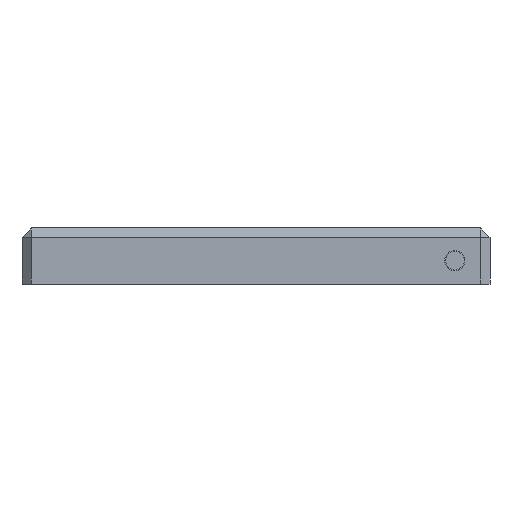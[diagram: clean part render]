
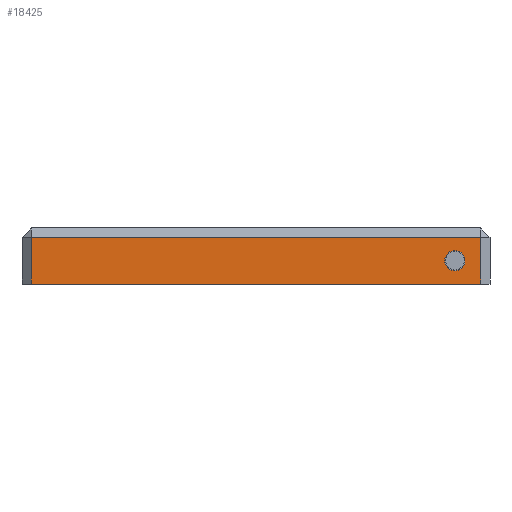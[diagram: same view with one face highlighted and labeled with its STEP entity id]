
A CAD part, left-side view. The second image highlights one B-rep face of the part: STEP entity #18425.
In plain terms, the highlighted planar face has unit normal (-1, 0, 0).
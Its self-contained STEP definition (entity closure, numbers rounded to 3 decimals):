
#125 = LINE ( 'NONE', #809, #18972 ) ;
#537 = AXIS2_PLACEMENT_3D ( 'NONE', #1484, #15491, #18719 ) ;
#809 = CARTESIAN_POINT ( 'NONE',  ( -32.5, 50., -6. ) ) ;
#985 = CIRCLE ( 'NONE', #5856, 2.15 ) ;
#1105 = CARTESIAN_POINT ( 'NONE',  ( -32.5, 48., 6. ) ) ;
#1484 = CARTESIAN_POINT ( 'NONE',  ( -32.5, -42.5, -1. ) ) ;
#1534 = FACE_OUTER_BOUND ( 'NONE', #19436, .T. ) ;
#1561 = CARTESIAN_POINT ( 'NONE',  ( -32.5, -42.5, -1. ) ) ;
#2051 = EDGE_CURVE ( 'NONE', #17529, #2857, #10577, .T. ) ;
#2337 = CARTESIAN_POINT ( 'NONE',  ( -32.5, 48., 4. ) ) ;
#2857 = VERTEX_POINT ( 'NONE', #2337 ) ;
#3403 = EDGE_CURVE ( 'NONE', #9954, #6619, #985, .T. ) ;
#4292 = ORIENTED_EDGE ( 'NONE', *, *, #19968, .F. ) ;
#4507 = CARTESIAN_POINT ( 'NONE',  ( -32.5, 50., 6. ) ) ;
#5263 = CARTESIAN_POINT ( 'NONE',  ( -32.5, -44.65, -1. ) ) ;
#5384 = DIRECTION ( 'NONE',  ( 0., -1., 0. ) ) ;
#5856 = AXIS2_PLACEMENT_3D ( 'NONE', #1561, #15707, #7972 ) ;
#5870 = ORIENTED_EDGE ( 'NONE', *, *, #20265, .T. ) ;
#5934 = DIRECTION ( 'NONE',  ( 0., 1., 0. ) ) ;
#6409 = FACE_BOUND ( 'NONE', #7947, .T. ) ;
#6521 = ORIENTED_EDGE ( 'NONE', *, *, #19725, .T. ) ;
#6619 = VERTEX_POINT ( 'NONE', #5263 ) ;
#6774 = CARTESIAN_POINT ( 'NONE',  ( -32.5, 48., -6. ) ) ;
#7180 = LINE ( 'NONE', #13403, #15500 ) ;
#7361 = PLANE ( 'NONE',  #9714 ) ;
#7393 = ORIENTED_EDGE ( 'NONE', *, *, #17497, .T. ) ;
#7691 = ORIENTED_EDGE ( 'NONE', *, *, #3403, .F. ) ;
#7947 = EDGE_LOOP ( 'NONE', ( #4292, #7691 ) ) ;
#7972 = DIRECTION ( 'NONE',  ( 0., -1., 0. ) ) ;
#8407 = LINE ( 'NONE', #1105, #12098 ) ;
#8882 = DIRECTION ( 'NONE',  ( 0., 0., 1. ) ) ;
#9714 = AXIS2_PLACEMENT_3D ( 'NONE', #4507, #16814, #5934 ) ;
#9954 = VERTEX_POINT ( 'NONE', #11368 ) ;
#10577 = LINE ( 'NONE', #13470, #14716 ) ;
#11368 = CARTESIAN_POINT ( 'NONE',  ( -32.5, -40.35, -1. ) ) ;
#12098 = VECTOR ( 'NONE', #13678, 1000. ) ;
#12547 = CARTESIAN_POINT ( 'NONE',  ( -32.5, -48., 4. ) ) ;
#13219 = VERTEX_POINT ( 'NONE', #6774 ) ;
#13325 = CIRCLE ( 'NONE', #537, 2.15 ) ;
#13403 = CARTESIAN_POINT ( 'NONE',  ( -32.5, -48., 6. ) ) ;
#13470 = CARTESIAN_POINT ( 'NONE',  ( -32.5, 50., 4. ) ) ;
#13678 = DIRECTION ( 'NONE',  ( 0., 0., -1. ) ) ;
#14716 = VECTOR ( 'NONE', #15108, 1000. ) ;
#15108 = DIRECTION ( 'NONE',  ( 0., 1., 0. ) ) ;
#15491 = DIRECTION ( 'NONE',  ( -1., 0., 0. ) ) ;
#15500 = VECTOR ( 'NONE', #8882, 1000. ) ;
#15707 = DIRECTION ( 'NONE',  ( -1., 0., 0. ) ) ;
#16268 = ORIENTED_EDGE ( 'NONE', *, *, #2051, .T. ) ;
#16814 = DIRECTION ( 'NONE',  ( 1., 0., 0. ) ) ;
#17497 = EDGE_CURVE ( 'NONE', #18981, #17529, #7180, .T. ) ;
#17529 = VERTEX_POINT ( 'NONE', #12547 ) ;
#18425 = ADVANCED_FACE ( 'NONE', ( #6409, #1534 ), #7361, .F. ) ;
#18719 = DIRECTION ( 'NONE',  ( 0., -1., 0. ) ) ;
#18894 = CARTESIAN_POINT ( 'NONE',  ( -32.5, -48., -6. ) ) ;
#18972 = VECTOR ( 'NONE', #5384, 1000. ) ;
#18981 = VERTEX_POINT ( 'NONE', #18894 ) ;
#19436 = EDGE_LOOP ( 'NONE', ( #6521, #7393, #16268, #5870 ) ) ;
#19725 = EDGE_CURVE ( 'NONE', #13219, #18981, #125, .T. ) ;
#19968 = EDGE_CURVE ( 'NONE', #6619, #9954, #13325, .T. ) ;
#20265 = EDGE_CURVE ( 'NONE', #2857, #13219, #8407, .T. ) ;
